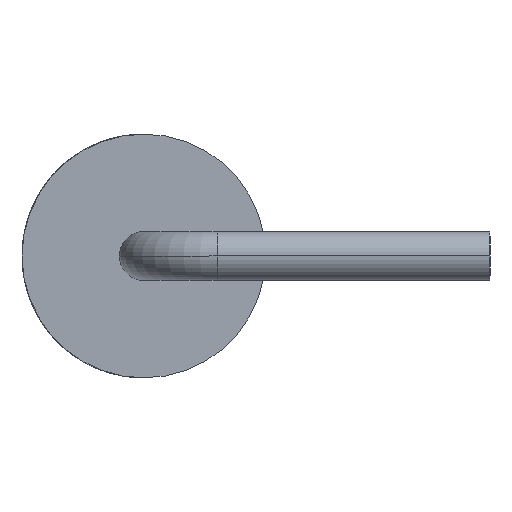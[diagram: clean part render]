
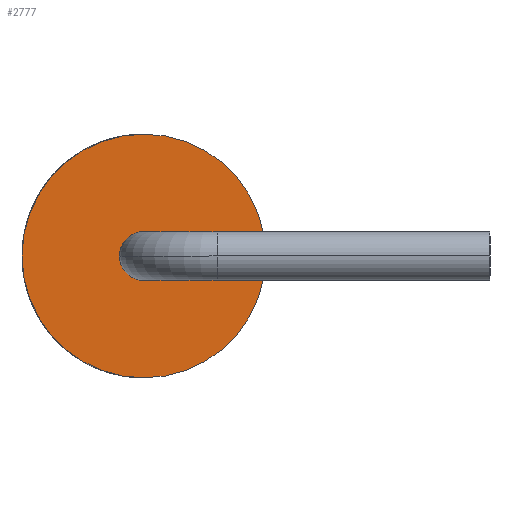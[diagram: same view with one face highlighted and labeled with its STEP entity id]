
A CAD part, left-side view. The second image highlights one B-rep face of the part: STEP entity #2777.
In plain terms, the highlighted planar face has unit normal (-1, 0, 0).
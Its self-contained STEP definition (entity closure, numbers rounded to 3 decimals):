
#34 = CARTESIAN_POINT ( 'NONE',  ( 4.205, 5.002, 0. ) ) ;
#59 = CARTESIAN_POINT ( 'NONE',  ( 4.205, 4.5, 0. ) ) ;
#106 = DIRECTION ( 'NONE',  ( 1., 0., 0. ) ) ;
#138 = CIRCLE ( 'NONE', #872, 0.502 ) ;
#299 = DIRECTION ( 'NONE',  ( -1., 0., 0. ) ) ;
#337 = AXIS2_PLACEMENT_3D ( 'NONE', #5150, #2938, #1216 ) ;
#650 = VERTEX_POINT ( 'NONE', #1529 ) ;
#827 = PLANE ( 'NONE',  #4926 ) ;
#872 = AXIS2_PLACEMENT_3D ( 'NONE', #3764, #5493, #5078 ) ;
#924 = ORIENTED_EDGE ( 'NONE', *, *, #3379, .F. ) ;
#1169 = EDGE_CURVE ( 'NONE', #650, #2390, #138, .T. ) ;
#1216 = DIRECTION ( 'NONE',  ( 0., 0., -1. ) ) ;
#1273 = EDGE_LOOP ( 'NONE', ( #1437, #3415 ) ) ;
#1348 = DIRECTION ( 'NONE',  ( 0., 0., -1. ) ) ;
#1437 = ORIENTED_EDGE ( 'NONE', *, *, #4648, .F. ) ;
#1529 = CARTESIAN_POINT ( 'NONE',  ( 4.205, 3.998, 0. ) ) ;
#1569 = DIRECTION ( 'NONE',  ( 1., 0., 0. ) ) ;
#1953 = ORIENTED_EDGE ( 'NONE', *, *, #1169, .F. ) ;
#1983 = EDGE_CURVE ( 'NONE', #4691, #4504, #5113, .T. ) ;
#2056 = CARTESIAN_POINT ( 'NONE',  ( 4.205, 4.5, 0. ) ) ;
#2130 = FACE_BOUND ( 'NONE', #5201, .T. ) ;
#2390 = VERTEX_POINT ( 'NONE', #34 ) ;
#2430 = CARTESIAN_POINT ( 'NONE',  ( 4.205, 4.5, -2.5 ) ) ;
#2615 = FACE_OUTER_BOUND ( 'NONE', #1273, .T. ) ;
#2701 = CIRCLE ( 'NONE', #3892, 0.502 ) ;
#2777 = ADVANCED_FACE ( 'NONE', ( #2130, #2615 ), #827, .F. ) ;
#2784 = CIRCLE ( 'NONE', #3247, 2.5 ) ;
#2938 = DIRECTION ( 'NONE',  ( 1., 0., 0. ) ) ;
#3042 = CARTESIAN_POINT ( 'NONE',  ( 4.205, 4.5, 2.5 ) ) ;
#3247 = AXIS2_PLACEMENT_3D ( 'NONE', #2056, #1569, #3811 ) ;
#3379 = EDGE_CURVE ( 'NONE', #2390, #650, #2701, .T. ) ;
#3415 = ORIENTED_EDGE ( 'NONE', *, *, #1983, .F. ) ;
#3764 = CARTESIAN_POINT ( 'NONE',  ( 4.205, 4.5, 0. ) ) ;
#3811 = DIRECTION ( 'NONE',  ( 0., 0., -1. ) ) ;
#3892 = AXIS2_PLACEMENT_3D ( 'NONE', #4241, #299, #5135 ) ;
#4241 = CARTESIAN_POINT ( 'NONE',  ( 4.205, 4.5, 0. ) ) ;
#4504 = VERTEX_POINT ( 'NONE', #3042 ) ;
#4648 = EDGE_CURVE ( 'NONE', #4504, #4691, #2784, .T. ) ;
#4691 = VERTEX_POINT ( 'NONE', #2430 ) ;
#4926 = AXIS2_PLACEMENT_3D ( 'NONE', #59, #106, #1348 ) ;
#5078 = DIRECTION ( 'NONE',  ( 0., 0., -1. ) ) ;
#5113 = CIRCLE ( 'NONE', #337, 2.5 ) ;
#5135 = DIRECTION ( 'NONE',  ( 0., 0., -1. ) ) ;
#5150 = CARTESIAN_POINT ( 'NONE',  ( 4.205, 4.5, 0. ) ) ;
#5201 = EDGE_LOOP ( 'NONE', ( #1953, #924 ) ) ;
#5493 = DIRECTION ( 'NONE',  ( -1., 0., 0. ) ) ;
